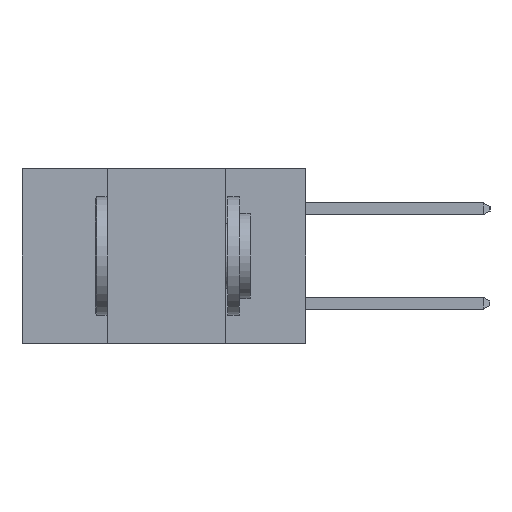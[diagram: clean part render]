
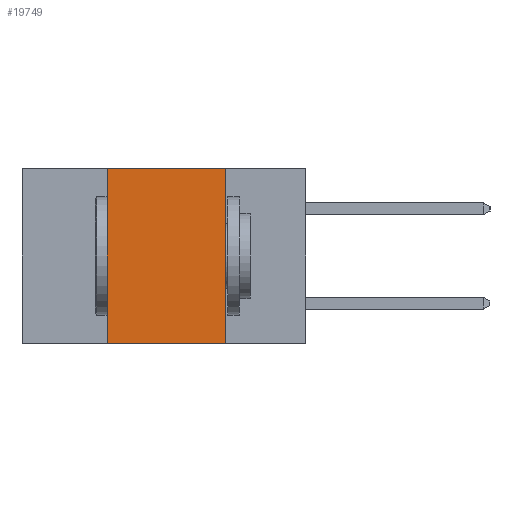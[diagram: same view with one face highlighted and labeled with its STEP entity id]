
A CAD part, left-side view. The second image highlights one B-rep face of the part: STEP entity #19749.
In plain terms, the highlighted planar face has unit normal (-1, 0, 0).
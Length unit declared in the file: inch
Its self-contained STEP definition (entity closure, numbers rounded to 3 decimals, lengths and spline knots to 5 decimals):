
#1235 = VECTOR ( 'NONE', #4215, 39.37008 ) ;
#1712 = CARTESIAN_POINT ( 'NONE',  ( 0., 0.17, -0.37 ) ) ;
#3382 = CARTESIAN_POINT ( 'NONE',  ( 0., 0.42, -0.37 ) ) ;
#3390 = EDGE_CURVE ( 'NONE', #15032, #3504, #17051, .T. ) ;
#3424 = VERTEX_POINT ( 'NONE', #20066 ) ;
#3504 = VERTEX_POINT ( 'NONE', #4896 ) ;
#4215 = DIRECTION ( 'NONE',  ( 0., -1., 0. ) ) ;
#4273 = PLANE ( 'NONE',  #21064 ) ;
#4896 = CARTESIAN_POINT ( 'NONE',  ( 0., 0.17, -0.37 ) ) ;
#5186 = EDGE_CURVE ( 'NONE', #3424, #15032, #17715, .T. ) ;
#7073 = ORIENTED_EDGE ( 'NONE', *, *, #5186, .F. ) ;
#7367 = DIRECTION ( 'NONE',  ( 0., 0., 1. ) ) ;
#7571 = ORIENTED_EDGE ( 'NONE', *, *, #7598, .F. ) ;
#7598 = EDGE_CURVE ( 'NONE', #12659, #3424, #17699, .T. ) ;
#7856 = DIRECTION ( 'NONE',  ( 1., 0., 0. ) ) ;
#8032 = CARTESIAN_POINT ( 'NONE',  ( 0., 0.6, 0. ) ) ;
#8904 = ORIENTED_EDGE ( 'NONE', *, *, #11868, .T. ) ;
#9030 = EDGE_LOOP ( 'NONE', ( #21522, #7073, #7571, #8904 ) ) ;
#10650 = CARTESIAN_POINT ( 'NONE',  ( 0., 0.6, -0.37 ) ) ;
#10822 = CARTESIAN_POINT ( 'NONE',  ( 0., 0.6, 0. ) ) ;
#11868 = EDGE_CURVE ( 'NONE', #12659, #3504, #20683, .T. ) ;
#12003 = DIRECTION ( 'NONE',  ( 0., 0., -1. ) ) ;
#12659 = VERTEX_POINT ( 'NONE', #3382 ) ;
#12692 = DIRECTION ( 'NONE',  ( 0., 0., -1. ) ) ;
#13594 = VECTOR ( 'NONE', #17829, 39.37008 ) ;
#14339 = VECTOR ( 'NONE', #7367, 39.37008 ) ;
#15032 = VERTEX_POINT ( 'NONE', #16203 ) ;
#16203 = CARTESIAN_POINT ( 'NONE',  ( 0., 0.17, 0. ) ) ;
#16547 = VECTOR ( 'NONE', #12003, 39.37008 ) ;
#17051 = LINE ( 'NONE', #1712, #16547 ) ;
#17594 = CARTESIAN_POINT ( 'NONE',  ( 0., 0.42, -0.37 ) ) ;
#17699 = LINE ( 'NONE', #17594, #14339 ) ;
#17715 = LINE ( 'NONE', #8032, #13594 ) ;
#17829 = DIRECTION ( 'NONE',  ( 0., -1., 0. ) ) ;
#19313 = FACE_OUTER_BOUND ( 'NONE', #9030, .T. ) ;
#19749 = ADVANCED_FACE ( 'NONE', ( #19313 ), #4273, .F. ) ;
#20066 = CARTESIAN_POINT ( 'NONE',  ( 0., 0.42, 0. ) ) ;
#20683 = LINE ( 'NONE', #10650, #1235 ) ;
#21064 = AXIS2_PLACEMENT_3D ( 'NONE', #10822, #7856, #12692 ) ;
#21522 = ORIENTED_EDGE ( 'NONE', *, *, #3390, .F. ) ;
